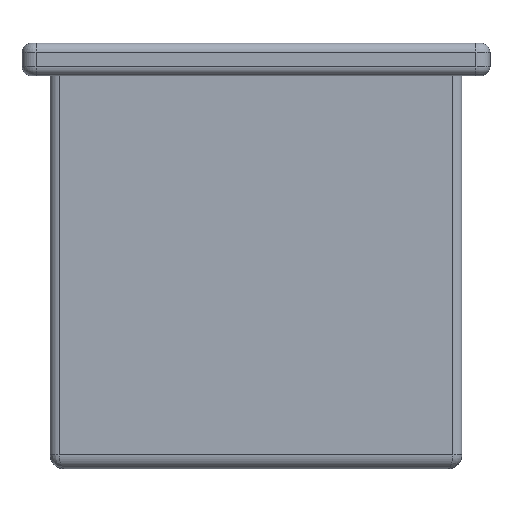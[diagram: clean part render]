
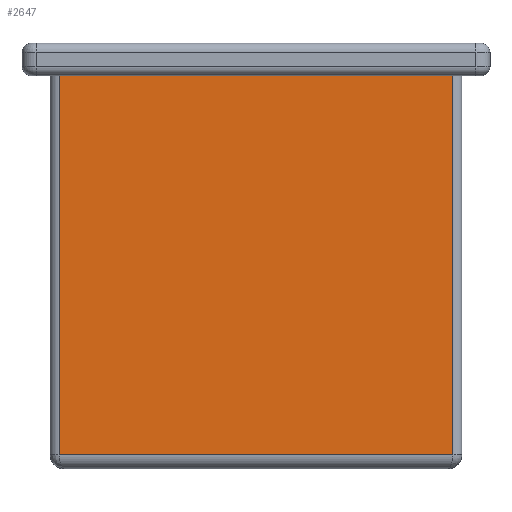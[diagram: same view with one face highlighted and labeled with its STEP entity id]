
A CAD part, front view. The second image highlights one B-rep face of the part: STEP entity #2647.
In plain terms, the highlighted planar face has unit normal (0, -1, 0).
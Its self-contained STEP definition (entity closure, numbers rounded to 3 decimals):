
#48 = CARTESIAN_POINT ( 'NONE',  ( 0., -3.38, -8.8 ) ) ;
#605 = DIRECTION ( 'NONE',  ( 1., 0., 0. ) ) ;
#633 = PLANE ( 'NONE',  #5999 ) ;
#1350 = VERTEX_POINT ( 'NONE', #2497 ) ;
#1509 = EDGE_CURVE ( 'NONE', #7043, #1350, #3316, .T. ) ;
#1781 = ORIENTED_EDGE ( 'NONE', *, *, #1509, .T. ) ;
#2399 = EDGE_CURVE ( 'NONE', #1350, #3579, #7453, .T. ) ;
#2497 = CARTESIAN_POINT ( 'NONE',  ( 2.2, -3.38, -8.8 ) ) ;
#2647 = ADVANCED_FACE ( 'NONE', ( #3945 ), #633, .T. ) ;
#2775 = VERTEX_POINT ( 'NONE', #3623 ) ;
#3073 = CARTESIAN_POINT ( 'NONE',  ( -6.2, -3.38, -8.7 ) ) ;
#3316 = LINE ( 'NONE', #48, #7160 ) ;
#3524 = DIRECTION ( 'NONE',  ( 0., 0., 1. ) ) ;
#3575 = VECTOR ( 'NONE', #4455, 1000. ) ;
#3579 = VERTEX_POINT ( 'NONE', #6246 ) ;
#3623 = CARTESIAN_POINT ( 'NONE',  ( -6.2, -3.38, -0.7 ) ) ;
#3945 = FACE_OUTER_BOUND ( 'NONE', #4159, .T. ) ;
#4159 = EDGE_LOOP ( 'NONE', ( #6333, #1781, #6135, #5290 ) ) ;
#4394 = LINE ( 'NONE', #3073, #5675 ) ;
#4421 = EDGE_CURVE ( 'NONE', #3579, #2775, #6473, .T. ) ;
#4455 = DIRECTION ( 'NONE',  ( -1., 0., 0. ) ) ;
#4494 = VECTOR ( 'NONE', #3524, 1000. ) ;
#4657 = DIRECTION ( 'NONE',  ( 0., -1., 0. ) ) ;
#4792 = CARTESIAN_POINT ( 'NONE',  ( 2.2, -3.38, -8.7 ) ) ;
#5172 = CARTESIAN_POINT ( 'NONE',  ( 0., -3.38, -8.7 ) ) ;
#5290 = ORIENTED_EDGE ( 'NONE', *, *, #4421, .T. ) ;
#5675 = VECTOR ( 'NONE', #7085, 1000. ) ;
#5999 = AXIS2_PLACEMENT_3D ( 'NONE', #5172, #4657, #7142 ) ;
#6135 = ORIENTED_EDGE ( 'NONE', *, *, #2399, .T. ) ;
#6246 = CARTESIAN_POINT ( 'NONE',  ( 2.2, -3.38, -0.7 ) ) ;
#6333 = ORIENTED_EDGE ( 'NONE', *, *, #7834, .F. ) ;
#6473 = LINE ( 'NONE', #7795, #3575 ) ;
#7043 = VERTEX_POINT ( 'NONE', #8339 ) ;
#7085 = DIRECTION ( 'NONE',  ( 0., 0., 1. ) ) ;
#7142 = DIRECTION ( 'NONE',  ( 0., 0., -1. ) ) ;
#7160 = VECTOR ( 'NONE', #605, 1000. ) ;
#7453 = LINE ( 'NONE', #4792, #4494 ) ;
#7795 = CARTESIAN_POINT ( 'NONE',  ( 2.4, -3.38, -0.7 ) ) ;
#7834 = EDGE_CURVE ( 'NONE', #7043, #2775, #4394, .T. ) ;
#8339 = CARTESIAN_POINT ( 'NONE',  ( -6.2, -3.38, -8.8 ) ) ;
